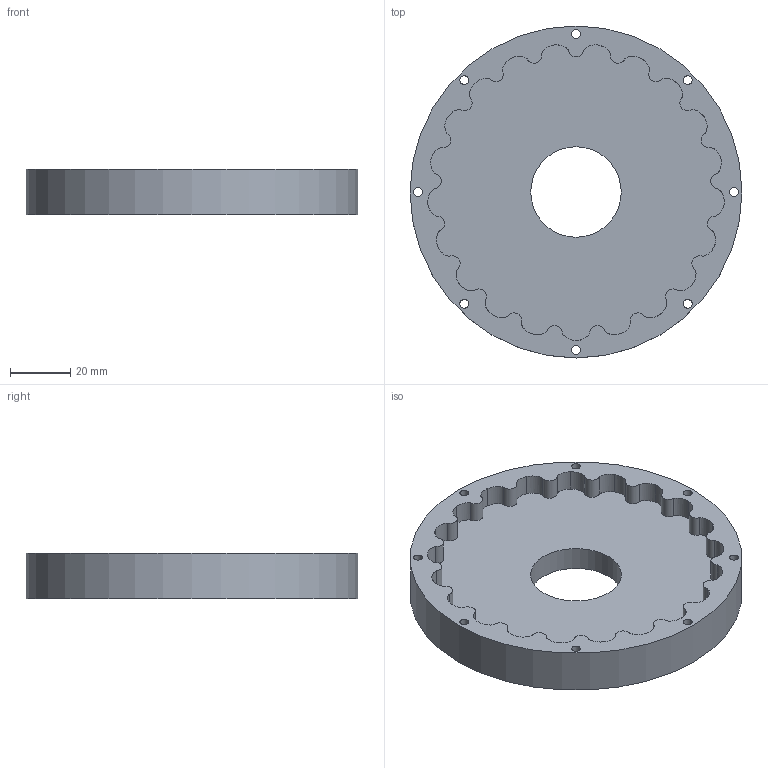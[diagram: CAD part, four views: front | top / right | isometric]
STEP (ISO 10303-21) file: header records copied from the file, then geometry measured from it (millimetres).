
FILE_DESCRIPTION(/* description */ (''),/* implementation_level */ '2;1');
FILE_NAME(/* name */ 'pin_module v1.step',/* time_stamp */ '2021-10-26T13:29:40-05:00',/* author */ (''),/* organization */ (''),/* preprocessor_version */ 'ST-DEVELOPER v18.1',/* originating_system */ 'Autodesk Translation Framework v10.10.0.1391',/* authorisation */ '');
FILE_SCHEMA (('AUTOMOTIVE_DESIGN { 1 0 10303 214 3 1 1 }'));
Length unit declared in the file: millimetre
Products named in the file (1): pin_module
Bounding box: 110 x 110 x 15 mm (x, y, z)
Volume: 86495.5 mm3; surface area: 27182.1 mm2
Topology: 1 solids, 1 shells, 118 faces, 345 edges, 230 vertices
Faces by surface type: cylinder 73, bspline 42, plane 3
Full cylindrical faces by diameter (mm): 2.9 x8, 30 x1, 110 x1
Entity records: 6805 total; most frequent: CARTESIAN_POINT 3760, ORIENTED_EDGE 690, DIRECTION 561, EDGE_CURVE 345, VERTEX_POINT 230, AXIS2_PLACEMENT_3D 223, CIRCLE 146, EDGE_LOOP 137
